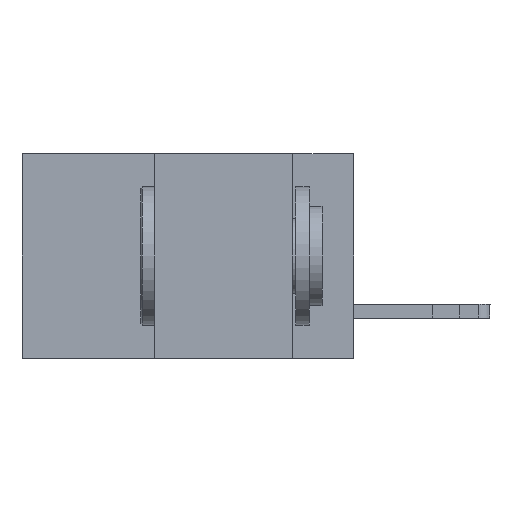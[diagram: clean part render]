
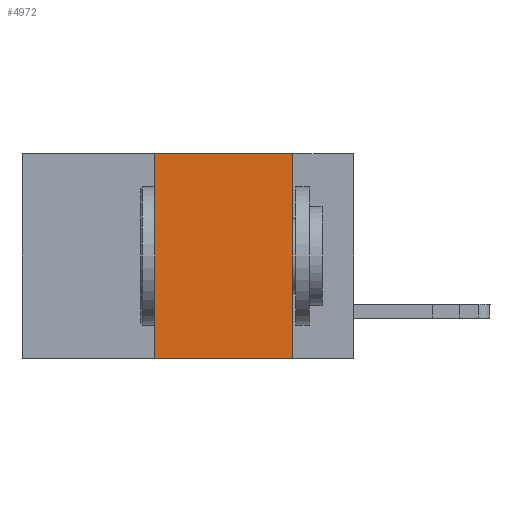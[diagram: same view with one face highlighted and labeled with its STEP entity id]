
A CAD part, left-side view. The second image highlights one B-rep face of the part: STEP entity #4972.
In plain terms, the highlighted planar face has unit normal (-1, 0, 0).
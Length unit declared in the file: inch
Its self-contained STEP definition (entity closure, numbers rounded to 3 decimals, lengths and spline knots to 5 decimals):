
#87 = DIRECTION ( 'NONE',  ( 0., -1., 0. ) ) ;
#184 = VERTEX_POINT ( 'NONE', #7055 ) ;
#1505 = VERTEX_POINT ( 'NONE', #15886 ) ;
#2445 = LINE ( 'NONE', #8195, #6465 ) ;
#3246 = ORIENTED_EDGE ( 'NONE', *, *, #4027, .T. ) ;
#3503 = CARTESIAN_POINT ( 'NONE',  ( 0., 0.36, 0. ) ) ;
#3916 = EDGE_LOOP ( 'NONE', ( #17342, #10818, #13125, #3246 ) ) ;
#3930 = EDGE_CURVE ( 'NONE', #184, #16825, #11073, .T. ) ;
#4011 = CARTESIAN_POINT ( 'NONE',  ( 0., 0.11, -0.37 ) ) ;
#4027 = EDGE_CURVE ( 'NONE', #1505, #12233, #2445, .T. ) ;
#4972 = ADVANCED_FACE ( 'NONE', ( #12867 ), #14198, .F. ) ;
#5569 = CARTESIAN_POINT ( 'NONE',  ( 0., 0.11, 0. ) ) ;
#6465 = VECTOR ( 'NONE', #87, 39.37008 ) ;
#7023 = VECTOR ( 'NONE', #9429, 39.37008 ) ;
#7055 = CARTESIAN_POINT ( 'NONE',  ( 0., 0.36, 0. ) ) ;
#7776 = DIRECTION ( 'NONE',  ( 0., 0., 1. ) ) ;
#7941 = VECTOR ( 'NONE', #15122, 39.37008 ) ;
#8195 = CARTESIAN_POINT ( 'NONE',  ( 0., 0.6, -0.37 ) ) ;
#9429 = DIRECTION ( 'NONE',  ( 0., 0., -1. ) ) ;
#10151 = LINE ( 'NONE', #5569, #7023 ) ;
#10185 = CARTESIAN_POINT ( 'NONE',  ( 0., 0.6, 0. ) ) ;
#10748 = EDGE_CURVE ( 'NONE', #16825, #12233, #10151, .T. ) ;
#10818 = ORIENTED_EDGE ( 'NONE', *, *, #3930, .F. ) ;
#11027 = EDGE_CURVE ( 'NONE', #1505, #184, #11524, .T. ) ;
#11073 = LINE ( 'NONE', #13536, #7941 ) ;
#11331 = CARTESIAN_POINT ( 'NONE',  ( 0., 0.11, 0. ) ) ;
#11524 = LINE ( 'NONE', #3503, #12977 ) ;
#11603 = DIRECTION ( 'NONE',  ( 0., 0., -1. ) ) ;
#12233 = VERTEX_POINT ( 'NONE', #4011 ) ;
#12867 = FACE_OUTER_BOUND ( 'NONE', #3916, .T. ) ;
#12977 = VECTOR ( 'NONE', #7776, 39.37008 ) ;
#13125 = ORIENTED_EDGE ( 'NONE', *, *, #11027, .F. ) ;
#13536 = CARTESIAN_POINT ( 'NONE',  ( 0., 0.6, 0. ) ) ;
#14198 = PLANE ( 'NONE',  #16315 ) ;
#14256 = DIRECTION ( 'NONE',  ( 1., 0., 0. ) ) ;
#15122 = DIRECTION ( 'NONE',  ( 0., -1., 0. ) ) ;
#15886 = CARTESIAN_POINT ( 'NONE',  ( 0., 0.36, -0.37 ) ) ;
#16315 = AXIS2_PLACEMENT_3D ( 'NONE', #10185, #14256, #11603 ) ;
#16825 = VERTEX_POINT ( 'NONE', #11331 ) ;
#17342 = ORIENTED_EDGE ( 'NONE', *, *, #10748, .F. ) ;
